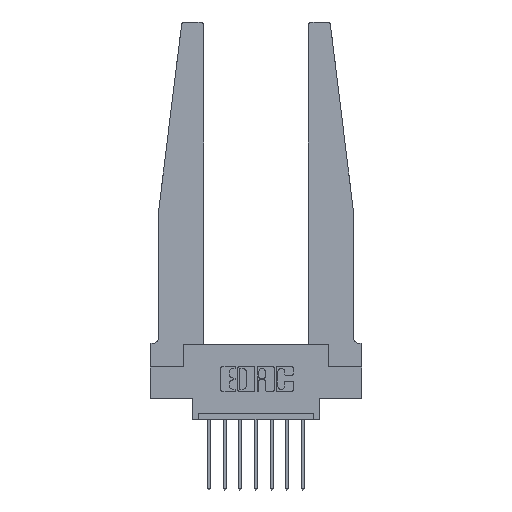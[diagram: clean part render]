
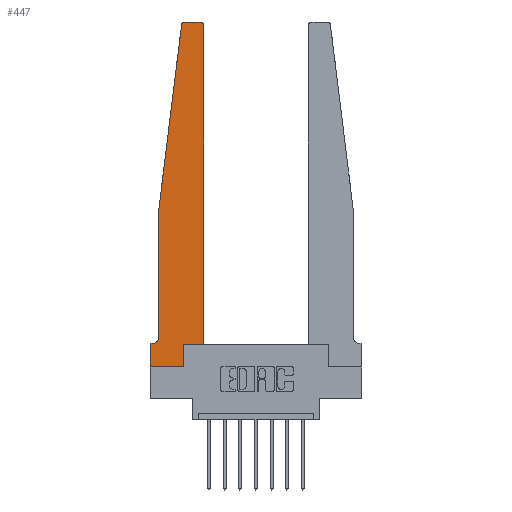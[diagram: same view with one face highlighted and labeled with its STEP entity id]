
A CAD part, top view. The second image highlights one B-rep face of the part: STEP entity #447.
In plain terms, the highlighted planar face has unit normal (0, 0, 1).
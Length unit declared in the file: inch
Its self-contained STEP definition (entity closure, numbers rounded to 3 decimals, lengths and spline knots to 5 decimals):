
#13 = LINE ( 'NONE', #2059, #8366 ) ;
#83 = VERTEX_POINT ( 'NONE', #6042 ) ;
#209 = EDGE_CURVE ( 'NONE', #11380, #6647, #336, .T. ) ;
#301 = CARTESIAN_POINT ( 'NONE',  ( 0.425, 0.18, 0.37 ) ) ;
#336 = LINE ( 'NONE', #2517, #9587 ) ;
#440 = DIRECTION ( 'NONE',  ( 1., 0., 0. ) ) ;
#447 = ADVANCED_FACE ( 'NONE', ( #6221 ), #10646, .T. ) ;
#464 = VECTOR ( 'NONE', #9806, 39.37008 ) ;
#478 = CARTESIAN_POINT ( 'NONE',  ( 0.065, 1.25, 0.37 ) ) ;
#719 = AXIS2_PLACEMENT_3D ( 'NONE', #10798, #14075, #9590 ) ;
#843 = DIRECTION ( 'NONE',  ( 0., 0., -1. ) ) ;
#881 = CARTESIAN_POINT ( 'NONE',  ( 0., 0., 0.37 ) ) ;
#1022 = ORIENTED_EDGE ( 'NONE', *, *, #209, .T. ) ;
#1115 = ORIENTED_EDGE ( 'NONE', *, *, #12692, .T. ) ;
#1189 = AXIS2_PLACEMENT_3D ( 'NONE', #12938, #843, #1357 ) ;
#1357 = DIRECTION ( 'NONE',  ( -1., 0., 0. ) ) ;
#1362 = VECTOR ( 'NONE', #6986, 39.37008 ) ;
#1568 = DIRECTION ( 'NONE',  ( -0.122, -0.992, 0. ) ) ;
#1744 = ORIENTED_EDGE ( 'NONE', *, *, #3670, .T. ) ;
#1861 = VERTEX_POINT ( 'NONE', #4986 ) ;
#1923 = LINE ( 'NONE', #6381, #3739 ) ;
#2059 = CARTESIAN_POINT ( 'NONE',  ( 0.25, 2.75, 0.37 ) ) ;
#2358 = CIRCLE ( 'NONE', #1189, 0.05 ) ;
#2517 = CARTESIAN_POINT ( 'NONE',  ( 0.2605, 0.18, 0.37 ) ) ;
#2642 = ORIENTED_EDGE ( 'NONE', *, *, #8725, .T. ) ;
#2899 = VERTEX_POINT ( 'NONE', #13155 ) ;
#2998 = DIRECTION ( 'NONE',  ( 0., 0., 1. ) ) ;
#3670 = EDGE_CURVE ( 'NONE', #83, #9759, #7845, .T. ) ;
#3739 = VECTOR ( 'NONE', #10803, 39.37008 ) ;
#3828 = CIRCLE ( 'NONE', #12872, 0.03 ) ;
#3856 = VERTEX_POINT ( 'NONE', #301 ) ;
#3949 = VERTEX_POINT ( 'NONE', #5466 ) ;
#4062 = ORIENTED_EDGE ( 'NONE', *, *, #5527, .T. ) ;
#4101 = CARTESIAN_POINT ( 'NONE',  ( 0.27653, 2.72, 0.37 ) ) ;
#4222 = CARTESIAN_POINT ( 'NONE',  ( 0.065, 1.25, 0.37 ) ) ;
#4260 = ORIENTED_EDGE ( 'NONE', *, *, #13860, .T. ) ;
#4269 = CARTESIAN_POINT ( 'NONE',  ( 0.065, 1.25, 0.37 ) ) ;
#4477 = DIRECTION ( 'NONE',  ( -1., 0., 0. ) ) ;
#4749 = VECTOR ( 'NONE', #13056, 39.37008 ) ;
#4855 = VERTEX_POINT ( 'NONE', #4222 ) ;
#4986 = CARTESIAN_POINT ( 'NONE',  ( 0.27653, 2.75, 0.37 ) ) ;
#5053 = CARTESIAN_POINT ( 'NONE',  ( 0.2605, 0., 0.37 ) ) ;
#5071 = LINE ( 'NONE', #881, #464 ) ;
#5145 = CARTESIAN_POINT ( 'NONE',  ( 0.2605, 0.18, 0.37 ) ) ;
#5198 = CARTESIAN_POINT ( 'NONE',  ( 0., 0., 0.37 ) ) ;
#5466 = CARTESIAN_POINT ( 'NONE',  ( 0., 0.1875, 0.37 ) ) ;
#5527 = EDGE_CURVE ( 'NONE', #2899, #14015, #2358, .T. ) ;
#5672 = DIRECTION ( 'NONE',  ( 1., 0., 0. ) ) ;
#6042 = CARTESIAN_POINT ( 'NONE',  ( 0.425, 2.72, 0.37 ) ) ;
#6175 = LINE ( 'NONE', #11492, #1362 ) ;
#6221 = FACE_OUTER_BOUND ( 'NONE', #8168, .T. ) ;
#6381 = CARTESIAN_POINT ( 'NONE',  ( 0.425, 0.18, 0.37 ) ) ;
#6647 = VERTEX_POINT ( 'NONE', #5145 ) ;
#6649 = LINE ( 'NONE', #4269, #10461 ) ;
#6891 = LINE ( 'NONE', #478, #12999 ) ;
#6986 = DIRECTION ( 'NONE',  ( -1., 0., 0. ) ) ;
#7173 = AXIS2_PLACEMENT_3D ( 'NONE', #10776, #12680, #9916 ) ;
#7323 = LINE ( 'NONE', #11967, #4749 ) ;
#7325 = EDGE_CURVE ( 'NONE', #1861, #7986, #3828, .T. ) ;
#7436 = ORIENTED_EDGE ( 'NONE', *, *, #10157, .T. ) ;
#7845 = CIRCLE ( 'NONE', #7173, 0.03 ) ;
#7984 = DIRECTION ( 'NONE',  ( 0., 1., 0. ) ) ;
#7986 = VERTEX_POINT ( 'NONE', #8636 ) ;
#8168 = EDGE_LOOP ( 'NONE', ( #11855, #11596, #13249, #10480, #4062, #7436, #1115, #2642, #1022, #12051, #4260, #1744 ) ) ;
#8300 = LINE ( 'NONE', #12602, #10783 ) ;
#8302 = CARTESIAN_POINT ( 'NONE',  ( 0.395, 2.75, 0.37 ) ) ;
#8366 = VECTOR ( 'NONE', #4477, 39.37008 ) ;
#8636 = CARTESIAN_POINT ( 'NONE',  ( 0.24675, 2.72367, 0.37 ) ) ;
#8725 = EDGE_CURVE ( 'NONE', #11600, #11380, #8300, .T. ) ;
#9587 = VECTOR ( 'NONE', #7984, 39.37008 ) ;
#9590 = DIRECTION ( 'NONE',  ( 1., 0., 0. ) ) ;
#9759 = VERTEX_POINT ( 'NONE', #8302 ) ;
#9806 = DIRECTION ( 'NONE',  ( 0., -1., 0. ) ) ;
#9916 = DIRECTION ( 'NONE',  ( 1., 0., 0. ) ) ;
#10157 = EDGE_CURVE ( 'NONE', #14015, #3949, #6175, .T. ) ;
#10461 = VECTOR ( 'NONE', #12022, 39.37008 ) ;
#10480 = ORIENTED_EDGE ( 'NONE', *, *, #12797, .T. ) ;
#10549 = EDGE_CURVE ( 'NONE', #7986, #4855, #6891, .T. ) ;
#10646 = PLANE ( 'NONE',  #719 ) ;
#10776 = CARTESIAN_POINT ( 'NONE',  ( 0.395, 2.72, 0.37 ) ) ;
#10783 = VECTOR ( 'NONE', #440, 39.37008 ) ;
#10798 = CARTESIAN_POINT ( 'NONE',  ( 0., 0.1875, 0.37 ) ) ;
#10803 = DIRECTION ( 'NONE',  ( 1., 0., 0. ) ) ;
#11380 = VERTEX_POINT ( 'NONE', #5053 ) ;
#11492 = CARTESIAN_POINT ( 'NONE',  ( 0.065, 0.1875, 0.37 ) ) ;
#11596 = ORIENTED_EDGE ( 'NONE', *, *, #7325, .T. ) ;
#11600 = VERTEX_POINT ( 'NONE', #5198 ) ;
#11855 = ORIENTED_EDGE ( 'NONE', *, *, #12854, .T. ) ;
#11967 = CARTESIAN_POINT ( 'NONE',  ( 0.425, 0.18, 0.37 ) ) ;
#12022 = DIRECTION ( 'NONE',  ( 0., -1., 0. ) ) ;
#12051 = ORIENTED_EDGE ( 'NONE', *, *, #12767, .T. ) ;
#12602 = CARTESIAN_POINT ( 'NONE',  ( 0., 0., 0.37 ) ) ;
#12680 = DIRECTION ( 'NONE',  ( 0., 0., 1. ) ) ;
#12692 = EDGE_CURVE ( 'NONE', #3949, #11600, #5071, .T. ) ;
#12767 = EDGE_CURVE ( 'NONE', #6647, #3856, #1923, .T. ) ;
#12797 = EDGE_CURVE ( 'NONE', #4855, #2899, #6649, .T. ) ;
#12854 = EDGE_CURVE ( 'NONE', #9759, #1861, #13, .T. ) ;
#12872 = AXIS2_PLACEMENT_3D ( 'NONE', #4101, #2998, #5672 ) ;
#12938 = CARTESIAN_POINT ( 'NONE',  ( 0.015, 0.2375, 0.37 ) ) ;
#12999 = VECTOR ( 'NONE', #1568, 39.37008 ) ;
#13056 = DIRECTION ( 'NONE',  ( 0., 1., 0. ) ) ;
#13155 = CARTESIAN_POINT ( 'NONE',  ( 0.065, 0.2375, 0.37 ) ) ;
#13249 = ORIENTED_EDGE ( 'NONE', *, *, #10549, .T. ) ;
#13332 = CARTESIAN_POINT ( 'NONE',  ( 0.015, 0.1875, 0.37 ) ) ;
#13860 = EDGE_CURVE ( 'NONE', #3856, #83, #7323, .T. ) ;
#14015 = VERTEX_POINT ( 'NONE', #13332 ) ;
#14075 = DIRECTION ( 'NONE',  ( 0., 0., 1. ) ) ;
